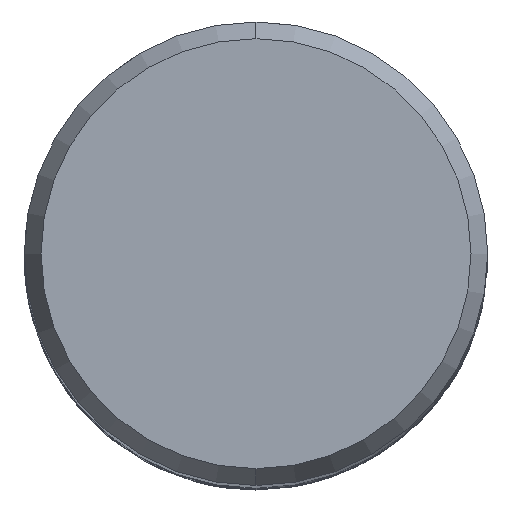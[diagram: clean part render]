
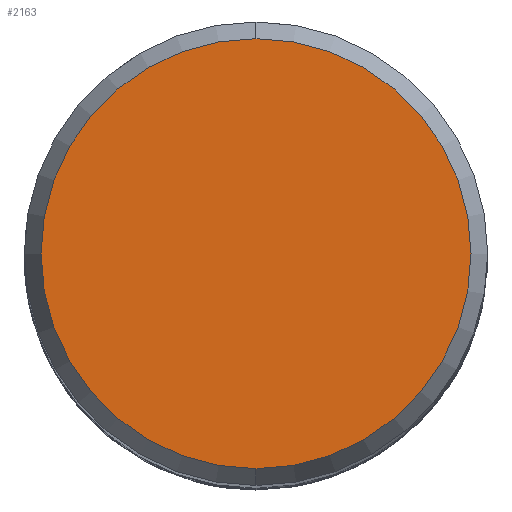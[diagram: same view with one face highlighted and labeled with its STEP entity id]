
A CAD part, top view. The second image highlights one B-rep face of the part: STEP entity #2163.
In plain terms, the highlighted planar face has unit normal (0, 0, 1).
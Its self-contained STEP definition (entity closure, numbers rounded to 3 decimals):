
#2157=EDGE_CURVE('',#2363,#2707,#4075,.T.);
#2163=ADVANCED_FACE('',(#4081),#4082,.T.);
#2221=EDGE_CURVE('',#2707,#2363,#4149,.T.);
#2363=VERTEX_POINT('',#4303);
#2707=VERTEX_POINT('',#4665);
#4075=CIRCLE('',#17927,7.423);
#4081=FACE_OUTER_BOUND('',#17933,.T.);
#4082=PLANE('',#17934);
#4149=CIRCLE('',#18716,7.423);
#4303=CARTESIAN_POINT('',(0.0,7.423,0.0));
#4665=CARTESIAN_POINT('',(0.,-7.423,0.0));
#17927=AXIS2_PLACEMENT_3D('',#24320,#24321,#24322);
#17933=EDGE_LOOP('',(#24324,#24325));
#17934=AXIS2_PLACEMENT_3D('',#24326,#24327,#24328);
#18716=AXIS2_PLACEMENT_3D('',#24430,#24431,#24432);
#24320=CARTESIAN_POINT('',(0.0,0.0,0.0));
#24321=DIRECTION('',(0.0,0.0,-1.0));
#24322=DIRECTION('',(0.0,1.0,0.0));
#24324=ORIENTED_EDGE('',*,*,#2157,.F.);
#24325=ORIENTED_EDGE('',*,*,#2221,.F.);
#24326=CARTESIAN_POINT('',(0.0,3.711,0.0));
#24327=DIRECTION('',(-0.0,0.0,1.0));
#24328=DIRECTION('',(0.0,-1.0,0.0));
#24430=CARTESIAN_POINT('',(0.0,0.0,0.0));
#24431=DIRECTION('',(0.0,0.0,-1.0));
#24432=DIRECTION('',(0.0,1.0,0.0));
